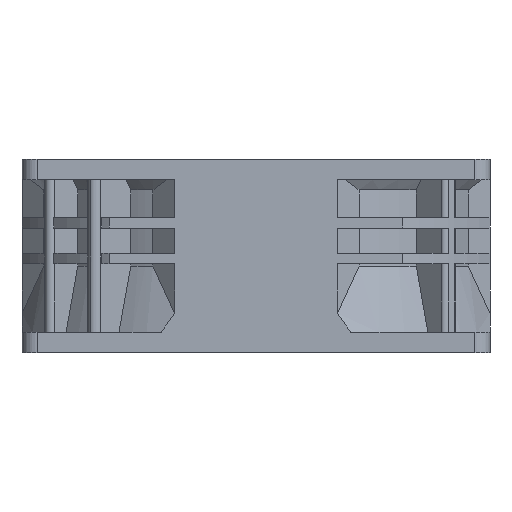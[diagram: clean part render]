
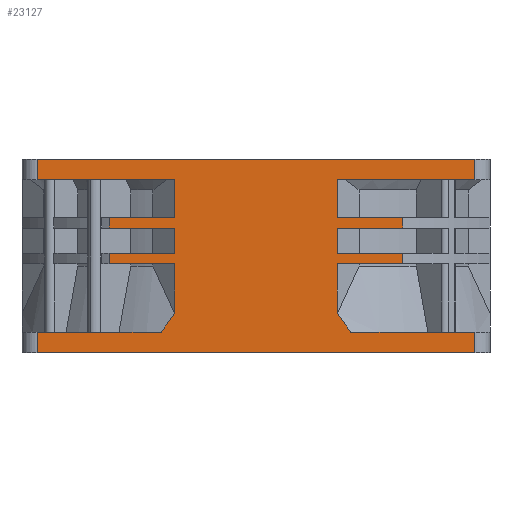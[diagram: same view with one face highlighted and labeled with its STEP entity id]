
A CAD part, left-side view. The second image highlights one B-rep face of the part: STEP entity #23127.
In plain terms, the highlighted planar face has unit normal (-1, 0, 0).
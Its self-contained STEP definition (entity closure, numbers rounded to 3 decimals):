
#2272=DIRECTION('',(0.,-1.,0.));
#2273=VECTOR('',#2272,24.368);
#2274=CARTESIAN_POINT('',(-46.,43.,-15.62));
#2275=LINE('',#2274,#2273);
#2276=DIRECTION('',(0.,1.,0.));
#2277=VECTOR('',#2276,27.);
#2278=CARTESIAN_POINT('',(-46.,16.,14.38));
#2279=LINE('',#2278,#2277);
#2280=DIRECTION('',(0.,0.,1.));
#2281=VECTOR('',#2280,4.);
#2282=CARTESIAN_POINT('',(-46.,43.,14.38));
#2283=LINE('',#2282,#2281);
#2284=DIRECTION('',(0.,-1.,0.));
#2285=VECTOR('',#2284,86.);
#2286=CARTESIAN_POINT('',(-46.,43.,18.38));
#2287=LINE('',#2286,#2285);
#2288=DIRECTION('',(0.,1.,0.));
#2289=VECTOR('',#2288,86.);
#2290=CARTESIAN_POINT('',(-46.,-43.,-19.62));
#2291=LINE('',#2290,#2289);
#2292=DIRECTION('',(0.,0.,-1.));
#2293=VECTOR('',#2292,4.);
#2294=CARTESIAN_POINT('',(-46.,43.,-15.62));
#2295=LINE('',#2294,#2293);
#2384=CARTESIAN_POINT('',(-46.,16.,-11.89));
#2385=CARTESIAN_POINT('',(-46.,16.292,-12.276));
#2386=CARTESIAN_POINT('',(-46.,16.876,-13.067));
#2387=CARTESIAN_POINT('',(-46.,17.753,-14.31));
#2388=CARTESIAN_POINT('',(-46.,18.338,-15.177));
#2389=CARTESIAN_POINT('',(-46.,18.632,-15.62));
#2405=DIRECTION('',(0.,0.,-1.));
#2406=VECTOR('',#2405,9.77);
#2407=CARTESIAN_POINT('',(-46.,16.,-2.12));
#2408=LINE('',#2407,#2406);
#2422=DIRECTION('',(0.,-1.,0.));
#2423=VECTOR('',#2422,12.853);
#2424=CARTESIAN_POINT('',(-46.,28.853,4.88));
#2425=LINE('',#2424,#2423);
#2444=DIRECTION('',(0.,0.,-1.));
#2445=VECTOR('',#2444,5.);
#2446=CARTESIAN_POINT('',(-46.,16.,4.88));
#2447=LINE('',#2446,#2445);
#2448=DIRECTION('',(0.,1.,0.));
#2449=VECTOR('',#2448,12.853);
#2450=CARTESIAN_POINT('',(-46.,16.,-0.12));
#2451=LINE('',#2450,#2449);
#2474=DIRECTION('',(0.,0.,-1.));
#2475=VECTOR('',#2474,2.);
#2476=CARTESIAN_POINT('',(-46.,28.853,-0.12));
#2477=LINE('',#2476,#2475);
#2478=DIRECTION('',(0.,-1.,0.));
#2479=VECTOR('',#2478,12.853);
#2480=CARTESIAN_POINT('',(-46.,28.853,-2.12));
#2481=LINE('',#2480,#2479);
#2512=DIRECTION('',(0.,0.,-1.));
#2513=VECTOR('',#2512,2.);
#2514=CARTESIAN_POINT('',(-46.,28.853,6.88));
#2515=LINE('',#2514,#2513);
#2516=DIRECTION('',(0.,1.,0.));
#2517=VECTOR('',#2516,12.853);
#2518=CARTESIAN_POINT('',(-46.,16.,6.88));
#2519=LINE('',#2518,#2517);
#2554=DIRECTION('',(0.,0.,-1.));
#2555=VECTOR('',#2554,7.5);
#2556=CARTESIAN_POINT('',(-46.,16.,14.38));
#2557=LINE('',#2556,#2555);
#2960=DIRECTION('',(0.,0.,1.));
#2961=VECTOR('',#2960,4.);
#2962=CARTESIAN_POINT('',(-46.,-43.,14.38));
#2963=LINE('',#2962,#2961);
#2996=DIRECTION('',(0.,-1.,0.));
#2997=VECTOR('',#2996,27.);
#2998=CARTESIAN_POINT('',(-46.,-16.,14.38));
#2999=LINE('',#2998,#2997);
#3051=DIRECTION('',(0.,0.,1.));
#3052=VECTOR('',#3051,2.);
#3053=CARTESIAN_POINT('',(-46.,-28.853,-2.12));
#3054=LINE('',#3053,#3052);
#3055=DIRECTION('',(0.,0.,1.));
#3056=VECTOR('',#3055,2.);
#3057=CARTESIAN_POINT('',(-46.,-28.853,4.88));
#3058=LINE('',#3057,#3056);
#3118=DIRECTION('',(0.,1.,0.));
#3119=VECTOR('',#3118,24.368);
#3120=CARTESIAN_POINT('',(-46.,-43.,-15.62));
#3121=LINE('',#3120,#3119);
#3220=DIRECTION('',(0.,0.,1.));
#3221=VECTOR('',#3220,4.);
#3222=CARTESIAN_POINT('',(-46.,-43.,-19.62));
#3223=LINE('',#3222,#3221);
#4668=CARTESIAN_POINT('',(-46.,-18.632,-15.62));
#4669=CARTESIAN_POINT('',(-46.,-18.338,-15.177));
#4670=CARTESIAN_POINT('',(-46.,-17.752,-14.309));
#4671=CARTESIAN_POINT('',(-46.,-16.876,-13.066));
#4672=CARTESIAN_POINT('',(-46.,-16.292,-12.276));
#4673=CARTESIAN_POINT('',(-46.,-16.,-11.89));
#4682=DIRECTION('',(0.,0.,1.));
#4683=VECTOR('',#4682,9.77);
#4684=CARTESIAN_POINT('',(-46.,-16.,-11.89));
#4685=LINE('',#4684,#4683);
#4709=DIRECTION('',(0.,-1.,0.));
#4710=VECTOR('',#4709,12.853);
#4711=CARTESIAN_POINT('',(-46.,-16.,-2.12));
#4712=LINE('',#4711,#4710);
#4756=DIRECTION('',(0.,1.,0.));
#4757=VECTOR('',#4756,12.853);
#4758=CARTESIAN_POINT('',(-46.,-28.853,-0.12));
#4759=LINE('',#4758,#4757);
#4800=DIRECTION('',(0.,-1.,0.));
#4801=VECTOR('',#4800,12.853);
#4802=CARTESIAN_POINT('',(-46.,-16.,4.88));
#4803=LINE('',#4802,#4801);
#4808=DIRECTION('',(0.,0.,1.));
#4809=VECTOR('',#4808,5.);
#4810=CARTESIAN_POINT('',(-46.,-16.,-0.12));
#4811=LINE('',#4810,#4809);
#4830=DIRECTION('',(0.,1.,0.));
#4831=VECTOR('',#4830,12.853);
#4832=CARTESIAN_POINT('',(-46.,-28.853,6.88));
#4833=LINE('',#4832,#4831);
#4859=DIRECTION('',(0.,0.,1.));
#4860=VECTOR('',#4859,7.5);
#4861=CARTESIAN_POINT('',(-46.,-16.,6.88));
#4862=LINE('',#4861,#4860);
#15329=CARTESIAN_POINT('',(-46.,43.,-19.62));
#15331=VERTEX_POINT('',#15329);
#15332=CARTESIAN_POINT('',(-46.,-43.,-19.62));
#15334=VERTEX_POINT('',#15332);
#15920=CARTESIAN_POINT('',(-46.,18.632,-15.62));
#15921=VERTEX_POINT('',#15920);
#15922=CARTESIAN_POINT('',(-46.,43.,-15.62));
#15923=VERTEX_POINT('',#15922);
#16007=CARTESIAN_POINT('',(-46.,-43.,18.38));
#16008=VERTEX_POINT('',#16007);
#16009=CARTESIAN_POINT('',(-46.,43.,18.38));
#16010=VERTEX_POINT('',#16009);
#16251=CARTESIAN_POINT('',(-46.,43.,14.38));
#16252=VERTEX_POINT('',#16251);
#16255=CARTESIAN_POINT('',(-46.,16.,14.38));
#16257=VERTEX_POINT('',#16255);
#16285=VERTEX_POINT('',#2384);
#16286=CARTESIAN_POINT('',(-46.,16.,-2.12));
#16287=VERTEX_POINT('',#16286);
#16288=CARTESIAN_POINT('',(-46.,28.853,-2.12));
#16289=VERTEX_POINT('',#16288);
#16290=CARTESIAN_POINT('',(-46.,16.,4.88));
#16291=CARTESIAN_POINT('',(-46.,16.,-0.12));
#16292=VERTEX_POINT('',#16290);
#16293=VERTEX_POINT('',#16291);
#16294=CARTESIAN_POINT('',(-46.,28.853,4.88));
#16295=VERTEX_POINT('',#16294);
#16296=CARTESIAN_POINT('',(-46.,16.,6.88));
#16297=VERTEX_POINT('',#16296);
#16298=CARTESIAN_POINT('',(-46.,-16.,14.38));
#16299=CARTESIAN_POINT('',(-46.,-43.,14.38));
#16300=VERTEX_POINT('',#16298);
#16301=VERTEX_POINT('',#16299);
#16302=CARTESIAN_POINT('',(-46.,-16.,4.88));
#16303=CARTESIAN_POINT('',(-46.,-28.853,4.88));
#16304=VERTEX_POINT('',#16302);
#16305=VERTEX_POINT('',#16303);
#16306=CARTESIAN_POINT('',(-46.,-16.,-2.12));
#16307=CARTESIAN_POINT('',(-46.,-28.853,-2.12));
#16308=VERTEX_POINT('',#16306);
#16309=VERTEX_POINT('',#16307);
#16310=VERTEX_POINT('',#4668);
#16311=VERTEX_POINT('',#4673);
#16332=CARTESIAN_POINT('',(-46.,28.853,-0.12));
#16333=VERTEX_POINT('',#16332);
#16344=CARTESIAN_POINT('',(-46.,28.853,6.88));
#16345=VERTEX_POINT('',#16344);
#16480=CARTESIAN_POINT('',(-46.,-28.853,-0.12));
#16481=VERTEX_POINT('',#16480);
#16482=CARTESIAN_POINT('',(-46.,-28.853,6.88));
#16483=VERTEX_POINT('',#16482);
#16512=CARTESIAN_POINT('',(-46.,-43.,-15.62));
#16513=VERTEX_POINT('',#16512);
#16896=CARTESIAN_POINT('',(-46.,-16.,-0.12));
#16897=VERTEX_POINT('',#16896);
#16914=CARTESIAN_POINT('',(-46.,-16.,6.88));
#16915=VERTEX_POINT('',#16914);
#23065=CARTESIAN_POINT('',(-46.,0.,-0.62));
#23066=DIRECTION('',(1.,0.,0.));
#23067=DIRECTION('',(0.,-1.,0.));
#23068=AXIS2_PLACEMENT_3D('',#23065,#23066,#23067);
#23069=PLANE('',#23068);
#23071=ORIENTED_EDGE('',*,*,#23070,.F.);
#23072=ORIENTED_EDGE('',*,*,#22406,.T.);
#23074=ORIENTED_EDGE('',*,*,#23073,.F.);
#23076=ORIENTED_EDGE('',*,*,#23075,.F.);
#23078=ORIENTED_EDGE('',*,*,#23077,.F.);
#23080=ORIENTED_EDGE('',*,*,#23079,.F.);
#23082=ORIENTED_EDGE('',*,*,#23081,.F.);
#23084=ORIENTED_EDGE('',*,*,#23083,.F.);
#23086=ORIENTED_EDGE('',*,*,#23085,.F.);
#23088=ORIENTED_EDGE('',*,*,#23087,.F.);
#23090=ORIENTED_EDGE('',*,*,#23089,.F.);
#23092=ORIENTED_EDGE('',*,*,#23091,.F.);
#23093=ORIENTED_EDGE('',*,*,#23027,.T.);
#23094=ORIENTED_EDGE('',*,*,#23004,.T.);
#23095=ORIENTED_EDGE('',*,*,#22589,.T.);
#23097=ORIENTED_EDGE('',*,*,#23096,.F.);
#23099=ORIENTED_EDGE('',*,*,#23098,.F.);
#23101=ORIENTED_EDGE('',*,*,#23100,.F.);
#23103=ORIENTED_EDGE('',*,*,#23102,.F.);
#23105=ORIENTED_EDGE('',*,*,#23104,.F.);
#23107=ORIENTED_EDGE('',*,*,#23106,.F.);
#23109=ORIENTED_EDGE('',*,*,#23108,.F.);
#23111=ORIENTED_EDGE('',*,*,#23110,.F.);
#23113=ORIENTED_EDGE('',*,*,#23112,.F.);
#23115=ORIENTED_EDGE('',*,*,#23114,.F.);
#23117=ORIENTED_EDGE('',*,*,#23116,.F.);
#23119=ORIENTED_EDGE('',*,*,#23118,.F.);
#23121=ORIENTED_EDGE('',*,*,#23120,.F.);
#23123=ORIENTED_EDGE('',*,*,#23122,.F.);
#23124=ORIENTED_EDGE('',*,*,#20646,.T.);
#23125=EDGE_LOOP('',(#23071,#23072,#23074,#23076,#23078,#23080,#23082,#23084,
#23086,#23088,#23090,#23092,#23093,#23094,#23095,#23097,#23099,#23101,#23103,
#23105,#23107,#23109,#23111,#23113,#23115,#23117,#23119,#23121,#23123,#23124));
#23126=FACE_OUTER_BOUND('',#23125,.F.);
#23127=ADVANCED_FACE('',(#23126),#23069,.F.);
#2390=B_SPLINE_CURVE_WITH_KNOTS('',3,(#2384,#2385,#2386,#2387,#2388,#2389),
.UNSPECIFIED.,.F.,.F.,(4,1,1,4),(0.,0.333,0.667,1.),
.UNSPECIFIED.);
#4674=B_SPLINE_CURVE_WITH_KNOTS('',3,(#4668,#4669,#4670,#4671,#4672,#4673),
.UNSPECIFIED.,.F.,.F.,(4,1,1,4),(0.,0.333,0.667,1.),
.UNSPECIFIED.);
#20646=EDGE_CURVE('',#15334,#15331,#2291,.T.);
#22406=EDGE_CURVE('',#15923,#15921,#2275,.T.);
#22589=EDGE_CURVE('',#16010,#16008,#2287,.T.);
#23004=EDGE_CURVE('',#16252,#16010,#2283,.T.);
#23027=EDGE_CURVE('',#16257,#16252,#2279,.T.);
#23070=EDGE_CURVE('',#15923,#15331,#2295,.T.);
#23073=EDGE_CURVE('',#16285,#15921,#2390,.T.);
#23075=EDGE_CURVE('',#16287,#16285,#2408,.T.);
#23077=EDGE_CURVE('',#16289,#16287,#2481,.T.);
#23079=EDGE_CURVE('',#16333,#16289,#2477,.T.);
#23081=EDGE_CURVE('',#16293,#16333,#2451,.T.);
#23083=EDGE_CURVE('',#16292,#16293,#2447,.T.);
#23085=EDGE_CURVE('',#16295,#16292,#2425,.T.);
#23087=EDGE_CURVE('',#16345,#16295,#2515,.T.);
#23089=EDGE_CURVE('',#16297,#16345,#2519,.T.);
#23091=EDGE_CURVE('',#16257,#16297,#2557,.T.);
#23096=EDGE_CURVE('',#16301,#16008,#2963,.T.);
#23098=EDGE_CURVE('',#16300,#16301,#2999,.T.);
#23100=EDGE_CURVE('',#16915,#16300,#4862,.T.);
#23102=EDGE_CURVE('',#16483,#16915,#4833,.T.);
#23104=EDGE_CURVE('',#16305,#16483,#3058,.T.);
#23106=EDGE_CURVE('',#16304,#16305,#4803,.T.);
#23108=EDGE_CURVE('',#16897,#16304,#4811,.T.);
#23110=EDGE_CURVE('',#16481,#16897,#4759,.T.);
#23112=EDGE_CURVE('',#16309,#16481,#3054,.T.);
#23114=EDGE_CURVE('',#16308,#16309,#4712,.T.);
#23116=EDGE_CURVE('',#16311,#16308,#4685,.T.);
#23118=EDGE_CURVE('',#16310,#16311,#4674,.T.);
#23120=EDGE_CURVE('',#16513,#16310,#3121,.T.);
#23122=EDGE_CURVE('',#15334,#16513,#3223,.T.);
